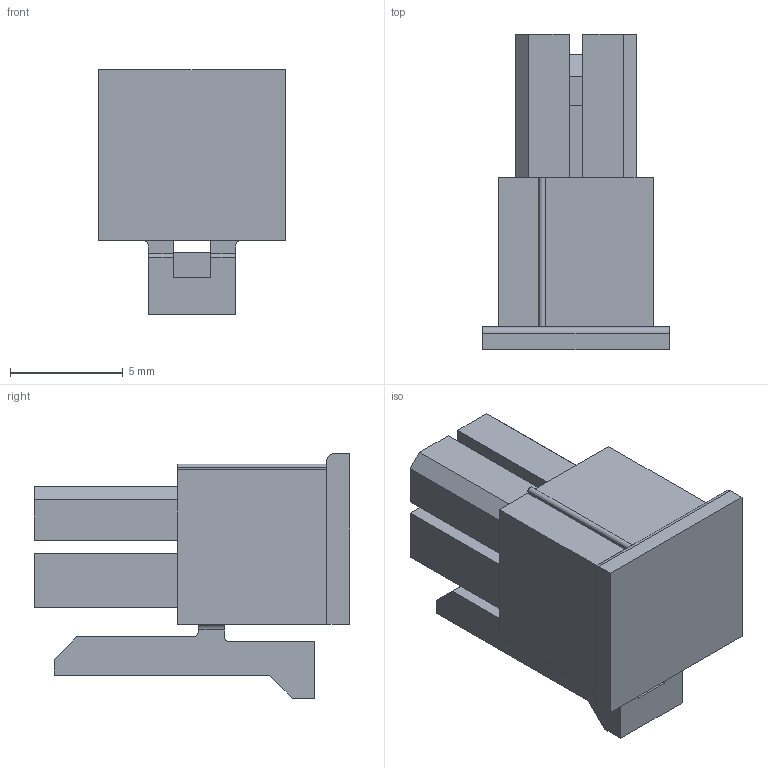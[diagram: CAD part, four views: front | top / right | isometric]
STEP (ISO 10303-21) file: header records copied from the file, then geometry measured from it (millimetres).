
FILE_DESCRIPTION((''),'2;1');
FILE_NAME('430250400','2016-05-27T',('gsharma'),(''),'PRO/ENGINEER BY PARAMETRIC TECHNOLOGY CORPORATION, 2012310','PRO/ENGINEER BY PARAMETRIC TECHNOLOGY CORPORATION, 2012310','');
FILE_SCHEMA(('CONFIG_CONTROL_DESIGN'));
Length unit declared in the file: millimetre
Products named in the file (1): 430250400
Bounding box: 8.26 x 14 x 10.85 mm (x, y, z)
Volume: 571.2 mm3; surface area: 761.5 mm2
Topology: 1 solids, 1 shells, 92 faces, 246 edges, 164 vertices
Faces by surface type: plane 84, cylinder 8
Entity records: 2872 total; most frequent: CARTESIAN_POINT 503, ORIENTED_EDGE 492, DIRECTION 448, EDGE_CURVE 246, VECTOR 230, LINE 230, VERTEX_POINT 164, AXIS2_PLACEMENT_3D 109
